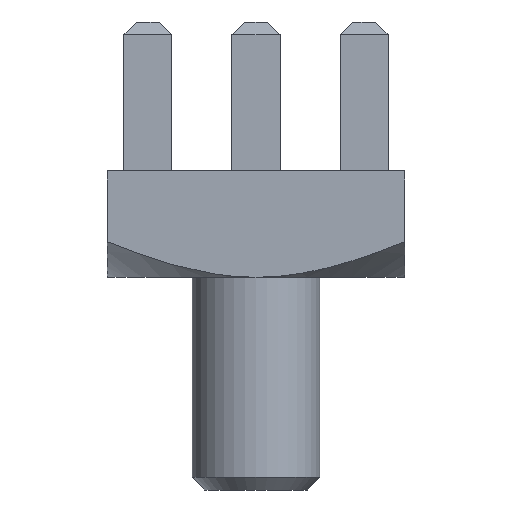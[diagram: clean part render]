
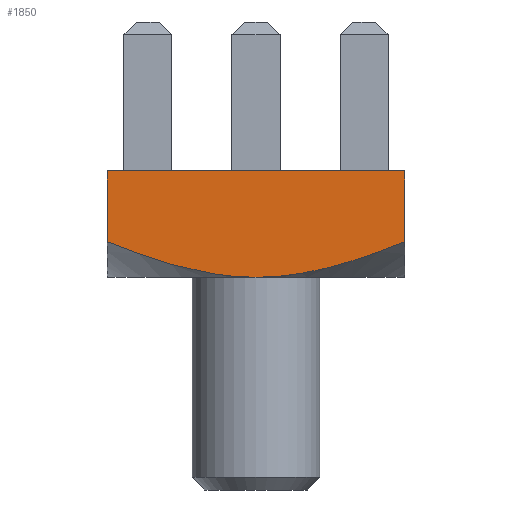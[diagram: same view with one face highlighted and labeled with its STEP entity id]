
A CAD part, front view. The second image highlights one B-rep face of the part: STEP entity #1850.
In plain terms, the highlighted planar face has unit normal (0, -1, 0).
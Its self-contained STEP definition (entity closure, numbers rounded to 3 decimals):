
#277 = EDGE_CURVE ( 'NONE', #504, #502, #499, .T. ) ;
#286 = EDGE_CURVE ( 'NONE', #502, #2586, #1000, .T. ) ;
#290 = EDGE_CURVE ( 'NONE', #2241, #2586, #2496, .T. ) ;
#293 = EDGE_CURVE ( 'NONE', #490, #504, #2504, .T. ) ;
#386 = EDGE_CURVE ( 'NONE', #490, #2241, #1333, .T. ) ;
#490 = VERTEX_POINT ( 'NONE', #1270 ) ;
#499 = B_SPLINE_CURVE_WITH_KNOTS ( 'NONE', 3,
 ( #2449, #2428, #2451, #2452, #2453, #2454, #2455, #2456 ),
 .UNSPECIFIED., .F., .F.,
 ( 4, 2, 2, 4 ),
 ( 0.004, 0.006, 0.007, 0.007 ),
 .UNSPECIFIED. ) ;
#502 = VERTEX_POINT ( 'NONE', #1279 ) ;
#504 = VERTEX_POINT ( 'NONE', #1281 ) ;
#654 = CARTESIAN_POINT ( 'NONE',  ( 3.5, -3.5, 2.5 ) ) ;
#703 = CARTESIAN_POINT ( 'NONE',  ( 3.5, -3.5, 0.837 ) ) ;
#977 = EDGE_LOOP ( 'NONE', ( #1747, #1748, #1749, #1750, #1751 ) ) ;
#1000 = B_SPLINE_CURVE_WITH_KNOTS ( 'NONE', 3,
 ( #2480, #2474, #2485, #2486, #2487, #2488 ),
 .UNSPECIFIED., .F., .F.,
 ( 4, 2, 4 ),
 ( 0.007, 0.009, 0.011 ),
 .UNSPECIFIED. ) ;
#1110 = CARTESIAN_POINT ( 'NONE',  ( -3.5, -3.5, 2.5 ) ) ;
#1114 = FACE_OUTER_BOUND ( 'NONE', #977, .T. ) ;
#1115 = PLANE ( 'NONE',  #2041 ) ;
#1117 = DIRECTION ( 'NONE',  ( 0., 1., 0. ) ) ;
#1118 = DIRECTION ( 'NONE',  ( 0., 0., 1. ) ) ;
#1270 = CARTESIAN_POINT ( 'NONE',  ( -3.5, -3.5, 2.5 ) ) ;
#1279 = CARTESIAN_POINT ( 'NONE',  ( 0., -3.5, 0. ) ) ;
#1281 = CARTESIAN_POINT ( 'NONE',  ( -3.5, -3.5, 0.837 ) ) ;
#1333 = LINE ( 'NONE', #1334, #1460 ) ;
#1334 = CARTESIAN_POINT ( 'NONE',  ( -3.5, -3.5, 2.5 ) ) ;
#1335 = DIRECTION ( 'NONE',  ( 1., 0., 0. ) ) ;
#1448 = VECTOR ( 'NONE', #2501, 1000. ) ;
#1460 = VECTOR ( 'NONE', #1335, 1000. ) ;
#1549 = VECTOR ( 'NONE', #2513, 1000. ) ;
#1747 = ORIENTED_EDGE ( 'NONE', *, *, #293, .T. ) ;
#1748 = ORIENTED_EDGE ( 'NONE', *, *, #277, .T. ) ;
#1749 = ORIENTED_EDGE ( 'NONE', *, *, #286, .T. ) ;
#1750 = ORIENTED_EDGE ( 'NONE', *, *, #290, .F. ) ;
#1751 = ORIENTED_EDGE ( 'NONE', *, *, #386, .F. ) ;
#1850 = ADVANCED_FACE ( 'NONE', ( #1114 ), #1115, .F. ) ;
#2041 = AXIS2_PLACEMENT_3D ( 'NONE', #1110, #1117, #1118 ) ;
#2241 = VERTEX_POINT ( 'NONE', #654 ) ;
#2428 = CARTESIAN_POINT ( 'NONE',  ( -2.941, -3.5, 0.609 ) ) ;
#2449 = CARTESIAN_POINT ( 'NONE',  ( -3.5, -3.5, 0.837 ) ) ;
#2451 = CARTESIAN_POINT ( 'NONE',  ( -2.37, -3.5, 0.401 ) ) ;
#2452 = CARTESIAN_POINT ( 'NONE',  ( -1.497, -3.5, 0.172 ) ) ;
#2453 = CARTESIAN_POINT ( 'NONE',  ( -1.203, -3.5, 0.11 ) ) ;
#2454 = CARTESIAN_POINT ( 'NONE',  ( -0.607, -3.5, 0.023 ) ) ;
#2455 = CARTESIAN_POINT ( 'NONE',  ( -0.301, -3.5, 0. ) ) ;
#2456 = CARTESIAN_POINT ( 'NONE',  ( 0., -3.5, 0. ) ) ;
#2474 = CARTESIAN_POINT ( 'NONE',  ( 0.607, -3.5, 0. ) ) ;
#2480 = CARTESIAN_POINT ( 'NONE',  ( 0., -3.5, 0. ) ) ;
#2485 = CARTESIAN_POINT ( 'NONE',  ( 1.2, -3.5, 0.094 ) ) ;
#2486 = CARTESIAN_POINT ( 'NONE',  ( 2.366, -3.5, 0.4 ) ) ;
#2487 = CARTESIAN_POINT ( 'NONE',  ( 2.941, -3.5, 0.609 ) ) ;
#2488 = CARTESIAN_POINT ( 'NONE',  ( 3.5, -3.5, 0.837 ) ) ;
#2492 = CARTESIAN_POINT ( 'NONE',  ( 3.5, -3.5, 2.5 ) ) ;
#2496 = LINE ( 'NONE', #2492, #1448 ) ;
#2501 = DIRECTION ( 'NONE',  ( 0., 0., -1. ) ) ;
#2504 = LINE ( 'NONE', #2512, #1549 ) ;
#2512 = CARTESIAN_POINT ( 'NONE',  ( -3.5, -3.5, 2.5 ) ) ;
#2513 = DIRECTION ( 'NONE',  ( 0., 0., -1. ) ) ;
#2586 = VERTEX_POINT ( 'NONE', #703 ) ;
